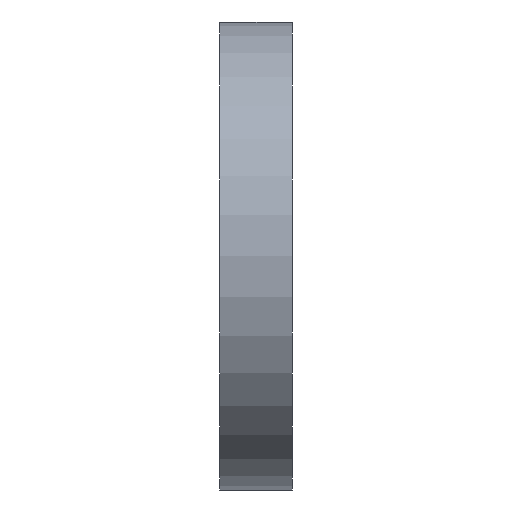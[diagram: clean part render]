
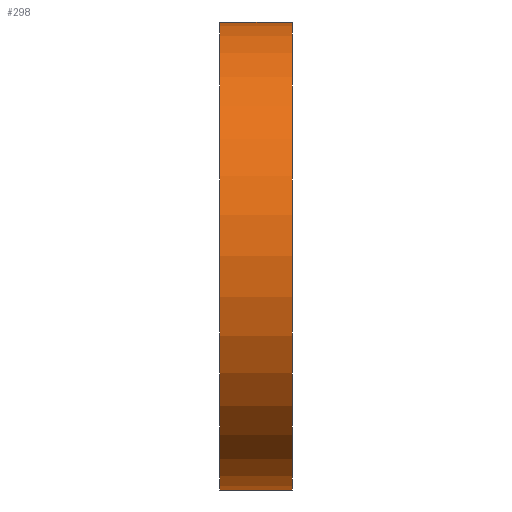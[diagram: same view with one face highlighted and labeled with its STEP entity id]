
A CAD part, left-side view. The second image highlights one B-rep face of the part: STEP entity #298.
In plain terms, the highlighted cylindrical face has radius 5.455 mm (diameter 10.909 mm), a partial arc.
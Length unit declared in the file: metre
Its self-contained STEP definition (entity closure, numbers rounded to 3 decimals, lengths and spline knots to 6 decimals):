
#21 = CARTESIAN_POINT ( 'NONE',  ( -0.17, 0., 0. ) ) ;
#41 = CARTESIAN_POINT ( 'NONE',  ( -0.17, 0., 0. ) ) ;
#44 = DIRECTION ( 'NONE',  ( 0., 0., -1. ) ) ;
#52 = CARTESIAN_POINT ( 'NONE',  ( -0.17, 0.0017, -0.005455 ) ) ;
#54 = AXIS2_PLACEMENT_3D ( 'NONE', #293, #229, #376 ) ;
#65 = EDGE_CURVE ( 'NONE', #297, #367, #201, .T. ) ;
#66 = ORIENTED_EDGE ( 'NONE', *, *, #378, .F. ) ;
#80 = FACE_OUTER_BOUND ( 'NONE', #186, .T. ) ;
#85 = CYLINDRICAL_SURFACE ( 'NONE', #156, 0.005455 ) ;
#92 = VECTOR ( 'NONE', #231, 1. ) ;
#99 = LINE ( 'NONE', #341, #194 ) ;
#107 = EDGE_CURVE ( 'NONE', #340, #367, #176, .T. ) ;
#110 = CARTESIAN_POINT ( 'NONE',  ( -0.17, 0., 0.005455 ) ) ;
#117 = CARTESIAN_POINT ( 'NONE',  ( -0.17, 0., 0.005455 ) ) ;
#118 = DIRECTION ( 'NONE',  ( 0., 0., -1. ) ) ;
#156 = AXIS2_PLACEMENT_3D ( 'NONE', #21, #212, #118 ) ;
#176 = CIRCLE ( 'NONE', #54, 0.005455 ) ;
#186 = EDGE_LOOP ( 'NONE', ( #338, #302, #221, #66 ) ) ;
#194 = VECTOR ( 'NONE', #228, 1. ) ;
#201 = LINE ( 'NONE', #110, #92 ) ;
#212 = DIRECTION ( 'NONE',  ( 0., 1., 0. ) ) ;
#214 = AXIS2_PLACEMENT_3D ( 'NONE', #41, #319, #44 ) ;
#215 = VERTEX_POINT ( 'NONE', #269 ) ;
#221 = ORIENTED_EDGE ( 'NONE', *, *, #107, .F. ) ;
#228 = DIRECTION ( 'NONE',  ( 0., 1., 0. ) ) ;
#229 = DIRECTION ( 'NONE',  ( 0., 1., 0. ) ) ;
#231 = DIRECTION ( 'NONE',  ( 0., 1., 0. ) ) ;
#254 = CARTESIAN_POINT ( 'NONE',  ( -0.17, 0.0017, 0.005455 ) ) ;
#269 = CARTESIAN_POINT ( 'NONE',  ( -0.17, 0., -0.005455 ) ) ;
#293 = CARTESIAN_POINT ( 'NONE',  ( -0.17, 0.0017, 0. ) ) ;
#297 = VERTEX_POINT ( 'NONE', #117 ) ;
#298 = ADVANCED_FACE ( 'NONE', ( #80 ), #85, .T. ) ;
#302 = ORIENTED_EDGE ( 'NONE', *, *, #65, .T. ) ;
#319 = DIRECTION ( 'NONE',  ( 0., 1., 0. ) ) ;
#338 = ORIENTED_EDGE ( 'NONE', *, *, #382, .T. ) ;
#340 = VERTEX_POINT ( 'NONE', #52 ) ;
#341 = CARTESIAN_POINT ( 'NONE',  ( -0.17, 0., -0.005455 ) ) ;
#367 = VERTEX_POINT ( 'NONE', #254 ) ;
#371 = CIRCLE ( 'NONE', #214, 0.005455 ) ;
#376 = DIRECTION ( 'NONE',  ( 0., 0., -1. ) ) ;
#378 = EDGE_CURVE ( 'NONE', #215, #340, #99, .T. ) ;
#382 = EDGE_CURVE ( 'NONE', #215, #297, #371, .T. ) ;
